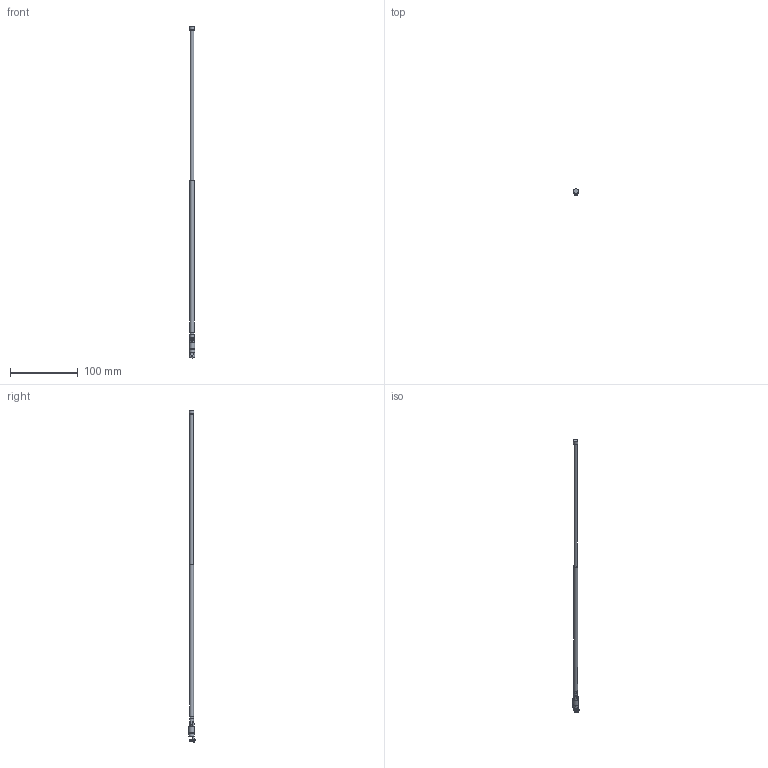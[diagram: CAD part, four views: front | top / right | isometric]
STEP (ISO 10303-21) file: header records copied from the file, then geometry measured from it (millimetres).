
FILE_DESCRIPTION(('FreeCAD Model'),'2;1');
FILE_NAME('./FM_telescope_antenna_screwtype_45cm_pivot.stp','2020-08-21T20:52:38',('Author'),(''), 'Open CASCADE STEP processor 7.3','FreeCAD','Unknown');
FILE_SCHEMA(('AUTOMOTIVE_DESIGN { 1 0 10303 214 1 1 1 1 }'));
Length unit declared in the file: millimetre
Products named in the file (4): Pivot_M2x7-Screw; Attachment_M3x6-Screw; PivotNipple_Body; TelescopeAntenna_45cm_Body
Bounding box: 8 x 9.35 x 491.3 mm (x, y, z)
Volume: 12958.8 mm3; surface area: 9533 mm2
Topology: 4 solids, 4 shells, 222 faces, 492 edges, 284 vertices
Faces by surface type: bspline 108, plane 63, cylinder 21, cone 13, torus 10, revolution 5, sphere 2
Full cylindrical faces by diameter (mm): 1.75 x1, 2 x1, 2.2 x2, 2.5 x1, 3 x1, 3.6 x1, 5.35 x1, 5.6 x1, 5.8 x2, 6 x3, 7 x1, 7.8 x1, 8 x3
Entity records: 12160 total; most frequent: CARTESIAN_POINT 7199, ORIENTED_EDGE 978, DIRECTION 664, EDGE_CURVE 489, AXIS2_PLACEMENT_3D 291, VERTEX_POINT 284, FACE_BOUND 239, EDGE_LOOP 239
